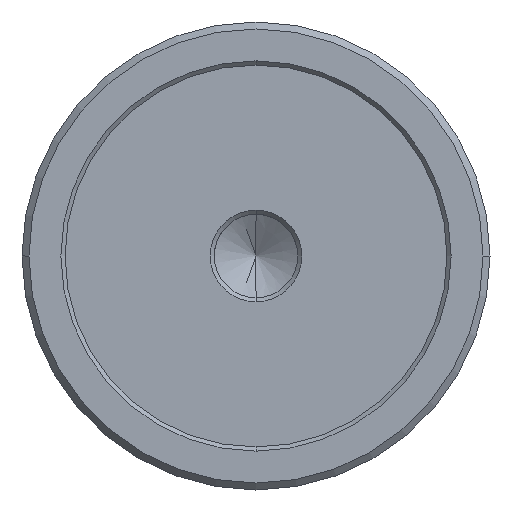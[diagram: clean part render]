
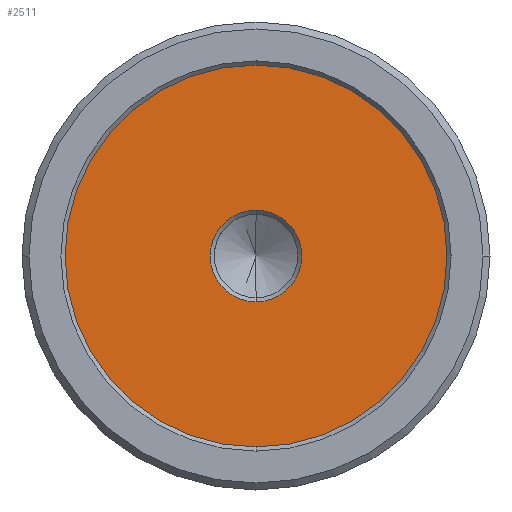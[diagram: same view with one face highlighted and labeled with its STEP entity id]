
A CAD part, front view. The second image highlights one B-rep face of the part: STEP entity #2511.
In plain terms, the highlighted planar face has unit normal (0, -1, 0).
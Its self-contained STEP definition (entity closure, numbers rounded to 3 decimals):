
#12 = VERTEX_POINT ( 'NONE', #1935 ) ;
#184 = EDGE_CURVE ( 'NONE', #3740, #2532, #2713, .T. ) ;
#448 = CARTESIAN_POINT ( 'NONE',  ( 0., 2., 3.3 ) ) ;
#564 = AXIS2_PLACEMENT_3D ( 'NONE', #2908, #3069, #690 ) ;
#690 = DIRECTION ( 'NONE',  ( 0., 0., -1. ) ) ;
#720 = PLANE ( 'NONE',  #3097 ) ;
#882 = DIRECTION ( 'NONE',  ( 0., 1., 0. ) ) ;
#889 = EDGE_LOOP ( 'NONE', ( #1000, #1107 ) ) ;
#999 = DIRECTION ( 'NONE',  ( 0., 1., 0. ) ) ;
#1000 = ORIENTED_EDGE ( 'NONE', *, *, #184, .T. ) ;
#1021 = AXIS2_PLACEMENT_3D ( 'NONE', #1192, #2940, #2642 ) ;
#1107 = ORIENTED_EDGE ( 'NONE', *, *, #3685, .T. ) ;
#1192 = CARTESIAN_POINT ( 'NONE',  ( 0., 2., 0. ) ) ;
#1314 = CARTESIAN_POINT ( 'NONE',  ( 0., 2., 0. ) ) ;
#1323 = ORIENTED_EDGE ( 'NONE', *, *, #3035, .F. ) ;
#1336 = VERTEX_POINT ( 'NONE', #3372 ) ;
#1916 = CARTESIAN_POINT ( 'NONE',  ( 0., 2., 0. ) ) ;
#1935 = CARTESIAN_POINT ( 'NONE',  ( 0., 2., 13.75 ) ) ;
#2022 = EDGE_LOOP ( 'NONE', ( #3610, #1323 ) ) ;
#2511 = ADVANCED_FACE ( 'NONE', ( #3436, #3101 ), #720, .T. ) ;
#2532 = VERTEX_POINT ( 'NONE', #448 ) ;
#2594 = AXIS2_PLACEMENT_3D ( 'NONE', #1916, #999, #3092 ) ;
#2601 = CARTESIAN_POINT ( 'NONE',  ( 0., 2., 0. ) ) ;
#2642 = DIRECTION ( 'NONE',  ( 0., 0., -1. ) ) ;
#2713 = CIRCLE ( 'NONE', #2594, 3.3 ) ;
#2732 = CIRCLE ( 'NONE', #1021, 13.75 ) ;
#2908 = CARTESIAN_POINT ( 'NONE',  ( 0., 2., 0. ) ) ;
#2940 = DIRECTION ( 'NONE',  ( 0., 1., 0. ) ) ;
#3028 = AXIS2_PLACEMENT_3D ( 'NONE', #2601, #882, #3786 ) ;
#3035 = EDGE_CURVE ( 'NONE', #12, #1336, #3567, .T. ) ;
#3069 = DIRECTION ( 'NONE',  ( 0., 1., 0. ) ) ;
#3081 = DIRECTION ( 'NONE',  ( 0., -1., 0. ) ) ;
#3092 = DIRECTION ( 'NONE',  ( 0., 0., -1. ) ) ;
#3097 = AXIS2_PLACEMENT_3D ( 'NONE', #1314, #3081, #3695 ) ;
#3101 = FACE_OUTER_BOUND ( 'NONE', #2022, .T. ) ;
#3313 = EDGE_CURVE ( 'NONE', #1336, #12, #2732, .T. ) ;
#3372 = CARTESIAN_POINT ( 'NONE',  ( 0., 2., -13.75 ) ) ;
#3436 = FACE_BOUND ( 'NONE', #889, .T. ) ;
#3567 = CIRCLE ( 'NONE', #564, 13.75 ) ;
#3610 = ORIENTED_EDGE ( 'NONE', *, *, #3313, .F. ) ;
#3633 = CIRCLE ( 'NONE', #3028, 3.3 ) ;
#3685 = EDGE_CURVE ( 'NONE', #2532, #3740, #3633, .T. ) ;
#3695 = DIRECTION ( 'NONE',  ( 0., 0., -1. ) ) ;
#3740 = VERTEX_POINT ( 'NONE', #3801 ) ;
#3786 = DIRECTION ( 'NONE',  ( 0., 0., -1. ) ) ;
#3801 = CARTESIAN_POINT ( 'NONE',  ( 0., 2., -3.3 ) ) ;
